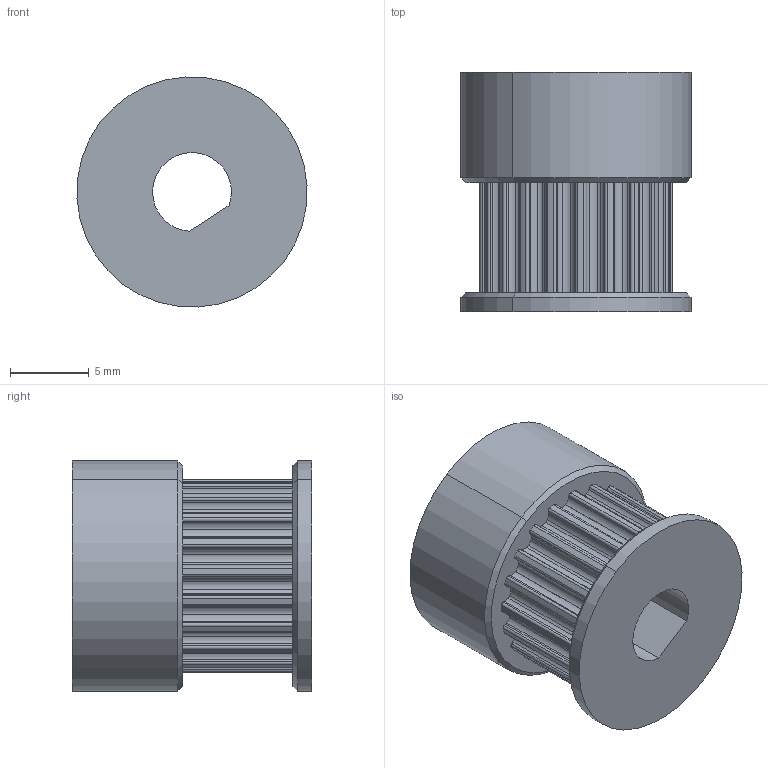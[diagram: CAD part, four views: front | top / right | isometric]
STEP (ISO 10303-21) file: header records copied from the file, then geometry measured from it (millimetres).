
FILE_DESCRIPTION(('FreeCAD Model'),'2;1');
FILE_NAME('Pulley_GT2-20t.step', '2021-04-27T17:26:30',('Author'),(''), 'Open CASCADE STEP processor 7.3','FreeCAD','Unknown');
FILE_SCHEMA(('AUTOMOTIVE_DESIGN { 1 0 10303 214 1 1 1 1 }'));
Length unit declared in the file: millimetre
Products named in the file (1): GT2_Pulley_-_Parametric_GT2_Pulley_-_Parametric
Bounding box: 14.6 x 15.2 x 14.6 mm (x, y, z)
Volume: 1808.9 mm3; surface area: 1397.4 mm2
Topology: 1 solids, 1 shells, 192 faces, 560 edges, 372 vertices
Faces by surface type: cylinder 183, plane 5, cone 4
Entity records: 14436 total; most frequent: CARTESIAN_POINT 3343, DIRECTION 2253, ORIENTED_EDGE 1120, PCURVE 1120, DEFINITIONAL_REPRESENTATION 1120, LINE 944, VECTOR 944, AXIS2_PLACEMENT_3D 563
